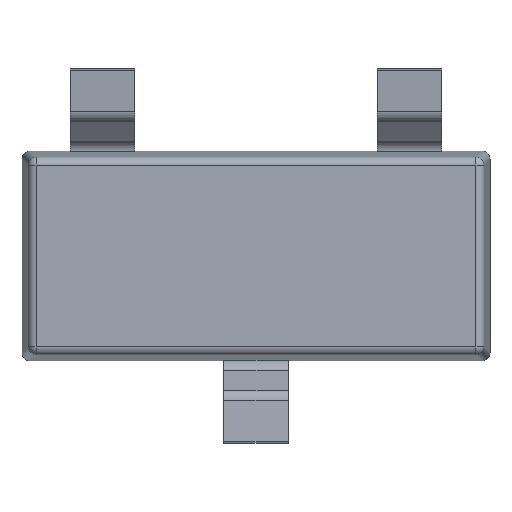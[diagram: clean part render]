
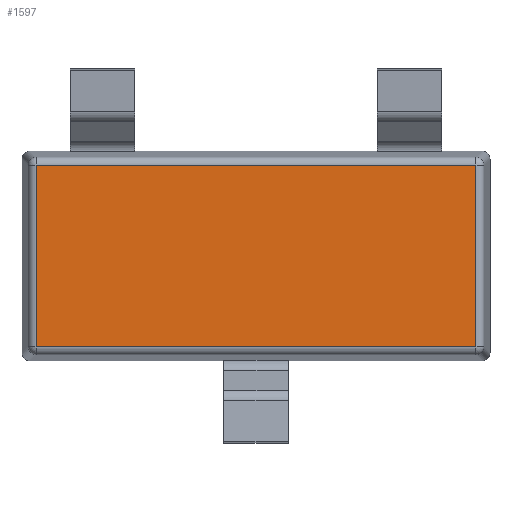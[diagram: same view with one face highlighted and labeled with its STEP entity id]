
A CAD part, front view. The second image highlights one B-rep face of the part: STEP entity #1597.
In plain terms, the highlighted planar face has unit normal (0, -1, 0).
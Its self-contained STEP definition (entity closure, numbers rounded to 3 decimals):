
#45 = EDGE_CURVE ( 'NONE', #972, #2659, #1024, .T. ) ;
#343 = DIRECTION ( 'NONE',  ( 0., 0., -1. ) ) ;
#369 = EDGE_CURVE ( 'NONE', #2659, #1381, #2047, .T. ) ;
#448 = VECTOR ( 'NONE', #2521, 1000. ) ;
#465 = LINE ( 'NONE', #1622, #2003 ) ;
#523 = CARTESIAN_POINT ( 'NONE',  ( 0., 0.05, -0.563 ) ) ;
#632 = ORIENTED_EDGE ( 'NONE', *, *, #2537, .T. ) ;
#636 = LINE ( 'NONE', #523, #2700 ) ;
#667 = DIRECTION ( 'NONE',  ( -1., 0., 0. ) ) ;
#834 = AXIS2_PLACEMENT_3D ( 'NONE', #2495, #2682, #343 ) ;
#869 = CARTESIAN_POINT ( 'NONE',  ( -1.363, 0.05, -0.563 ) ) ;
#972 = VERTEX_POINT ( 'NONE', #2119 ) ;
#998 = PLANE ( 'NONE',  #834 ) ;
#1024 = LINE ( 'NONE', #2266, #448 ) ;
#1151 = ORIENTED_EDGE ( 'NONE', *, *, #369, .T. ) ;
#1161 = EDGE_CURVE ( 'NONE', #1381, #2348, #465, .T. ) ;
#1298 = FACE_OUTER_BOUND ( 'NONE', #1943, .T. ) ;
#1381 = VERTEX_POINT ( 'NONE', #1997 ) ;
#1597 = ADVANCED_FACE ( 'NONE', ( #1298 ), #998, .T. ) ;
#1622 = CARTESIAN_POINT ( 'NONE',  ( -1.363, 0.05, 0. ) ) ;
#1943 = EDGE_LOOP ( 'NONE', ( #2283, #632, #2612, #1151 ) ) ;
#1997 = CARTESIAN_POINT ( 'NONE',  ( -1.363, 0.05, 0.563 ) ) ;
#2003 = VECTOR ( 'NONE', #2448, 1000. ) ;
#2016 = DIRECTION ( 'NONE',  ( 1., 0., 0. ) ) ;
#2047 = LINE ( 'NONE', #2382, #2288 ) ;
#2119 = CARTESIAN_POINT ( 'NONE',  ( 1.363, 0.05, -0.563 ) ) ;
#2233 = CARTESIAN_POINT ( 'NONE',  ( 1.363, 0.05, 0.563 ) ) ;
#2266 = CARTESIAN_POINT ( 'NONE',  ( 1.363, 0.05, 0. ) ) ;
#2283 = ORIENTED_EDGE ( 'NONE', *, *, #1161, .T. ) ;
#2288 = VECTOR ( 'NONE', #667, 1000. ) ;
#2348 = VERTEX_POINT ( 'NONE', #869 ) ;
#2382 = CARTESIAN_POINT ( 'NONE',  ( 0., 0.05, 0.563 ) ) ;
#2448 = DIRECTION ( 'NONE',  ( 0., 0., -1. ) ) ;
#2495 = CARTESIAN_POINT ( 'NONE',  ( 0., 0.05, 0. ) ) ;
#2521 = DIRECTION ( 'NONE',  ( 0., 0., 1. ) ) ;
#2537 = EDGE_CURVE ( 'NONE', #2348, #972, #636, .T. ) ;
#2612 = ORIENTED_EDGE ( 'NONE', *, *, #45, .T. ) ;
#2659 = VERTEX_POINT ( 'NONE', #2233 ) ;
#2682 = DIRECTION ( 'NONE',  ( 0., -1., 0. ) ) ;
#2700 = VECTOR ( 'NONE', #2016, 1000. ) ;
